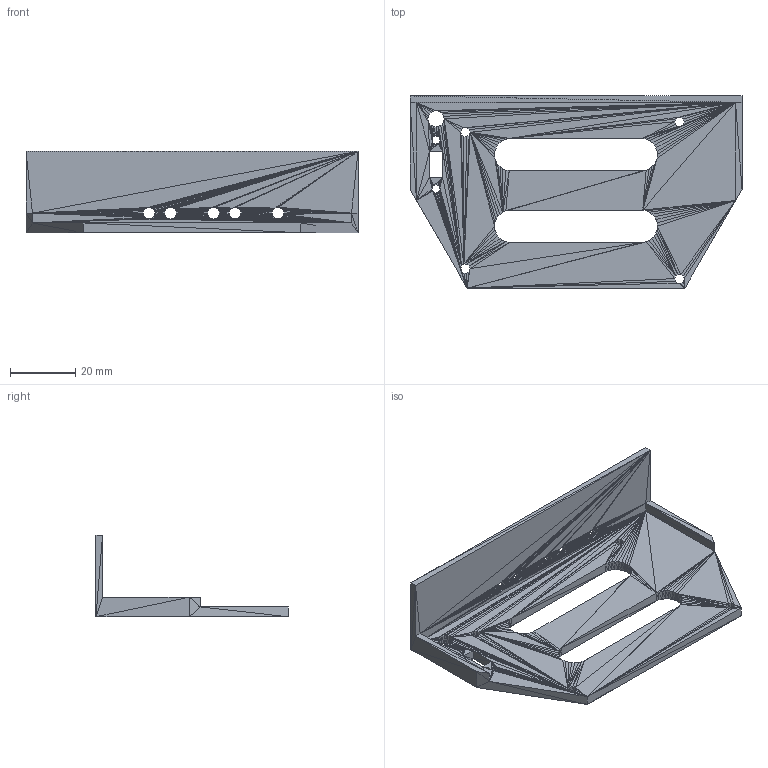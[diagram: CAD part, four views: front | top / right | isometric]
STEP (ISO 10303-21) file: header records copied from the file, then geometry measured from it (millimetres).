
FILE_DESCRIPTION(('FreeCAD Model'),'2;1');
FILE_NAME('protector.step', '2014-09-10T14:18:48',('FreeCAD'),('FreeCAD'), 'Open CASCADE STEP processor 6.5','FreeCAD','Unknown');
FILE_SCHEMA(('AUTOMOTIVE_DESIGN_CC2 { 1 2 10303 214 -1 1 5 4 }'));
Products named in the file (1): Open CASCADE STEP translator 6.5 11
Bounding box: 102 x 59 x 25 mm (x, y, z)
Surface area: 15666.6 mm2 (no closed solid volume)
Topology: 0 solids, 1 shells, 1360 faces, 2040 edges, 652 vertices
Faces by surface type: plane 1360
Entity records: 50962 total; most frequent: CARTESIAN_POINT 10173, DIRECTION 6802, ORIENTED_EDGE 4080, LINE 4080, VECTOR 4080, PCURVE 4080, DEFINITIONAL_REPRESENTATION 4080, EDGE_CURVE 2040
